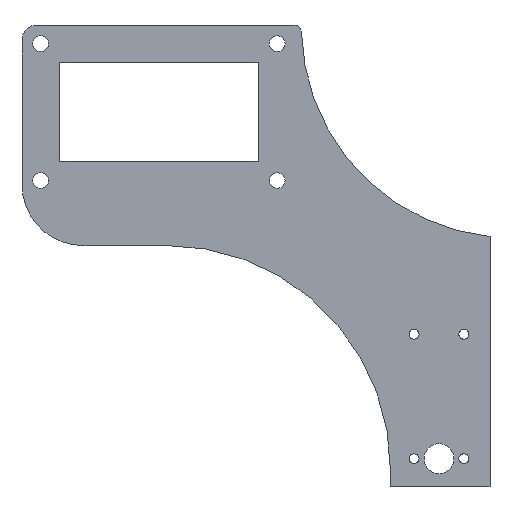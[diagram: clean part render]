
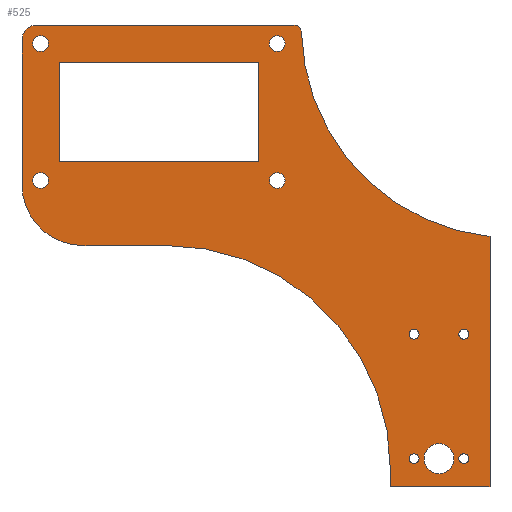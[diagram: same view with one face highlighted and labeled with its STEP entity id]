
A CAD part, left-side view. The second image highlights one B-rep face of the part: STEP entity #525.
In plain terms, the highlighted planar face has unit normal (-1, 0, 0).
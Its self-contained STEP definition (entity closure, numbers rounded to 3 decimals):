
#25=FACE_BOUND('',#96,.T.);
#26=FACE_BOUND('',#97,.T.);
#27=FACE_BOUND('',#98,.T.);
#28=FACE_BOUND('',#99,.T.);
#29=FACE_BOUND('',#100,.T.);
#30=FACE_BOUND('',#101,.T.);
#31=FACE_BOUND('',#102,.T.);
#32=FACE_BOUND('',#103,.T.);
#33=FACE_BOUND('',#104,.T.);
#34=FACE_BOUND('',#105,.T.);
#38=PLANE('',#588);
#59=FACE_OUTER_BOUND('',#95,.T.);
#95=EDGE_LOOP('',(#423,#424,#425,#426,#427,#428,#429,#430,#431,#432,#433));
#96=EDGE_LOOP('',(#434));
#97=EDGE_LOOP('',(#435));
#98=EDGE_LOOP('',(#436));
#99=EDGE_LOOP('',(#437));
#100=EDGE_LOOP('',(#438));
#101=EDGE_LOOP('',(#439));
#102=EDGE_LOOP('',(#440));
#103=EDGE_LOOP('',(#441));
#104=EDGE_LOOP('',(#442));
#105=EDGE_LOOP('',(#443,#444,#445,#446));
#135=LINE('',#835,#179);
#138=LINE('',#840,#182);
#143=LINE('',#861,#187);
#144=LINE('',#863,#188);
#145=LINE('',#865,#189);
#146=LINE('',#871,#190);
#147=LINE('',#877,#191);
#148=LINE('',#879,#192);
#149=LINE('',#881,#193);
#150=LINE('',#882,#194);
#179=VECTOR('',#677,10.);
#182=VECTOR('',#682,10.);
#187=VECTOR('',#707,10.);
#188=VECTOR('',#708,10.);
#189=VECTOR('',#709,10.);
#190=VECTOR('',#714,10.);
#191=VECTOR('',#719,10.);
#192=VECTOR('',#720,10.);
#193=VECTOR('',#721,10.);
#194=VECTOR('',#722,10.);
#208=CIRCLE('',#555,2.);
#210=CIRCLE('',#558,2.);
#212=CIRCLE('',#561,2.);
#214=CIRCLE('',#564,2.);
#215=CIRCLE('',#566,24.5);
#226=CIRCLE('',#581,3.15);
#227=CIRCLE('',#583,3.15);
#228=CIRCLE('',#585,3.15);
#229=CIRCLE('',#587,3.15);
#230=CIRCLE('',#589,90.);
#231=CIRCLE('',#590,84.633);
#232=CIRCLE('',#591,3.);
#233=CIRCLE('',#592,6.);
#234=CIRCLE('',#593,6.);
#236=VERTEX_POINT('',#765);
#238=VERTEX_POINT('',#771);
#240=VERTEX_POINT('',#777);
#242=VERTEX_POINT('',#783);
#243=VERTEX_POINT('',#787);
#244=VERTEX_POINT('',#788);
#265=VERTEX_POINT('',#834);
#266=VERTEX_POINT('',#838);
#267=VERTEX_POINT('',#842);
#268=VERTEX_POINT('',#846);
#269=VERTEX_POINT('',#850);
#270=VERTEX_POINT('',#854);
#271=VERTEX_POINT('',#858);
#272=VERTEX_POINT('',#860);
#273=VERTEX_POINT('',#862);
#274=VERTEX_POINT('',#864);
#275=VERTEX_POINT('',#866);
#276=VERTEX_POINT('',#868);
#277=VERTEX_POINT('',#870);
#278=VERTEX_POINT('',#873);
#279=VERTEX_POINT('',#875);
#280=VERTEX_POINT('',#876);
#281=VERTEX_POINT('',#878);
#282=VERTEX_POINT('',#880);
#285=EDGE_CURVE('',#236,#236,#208,.T.);
#288=EDGE_CURVE('',#238,#238,#210,.T.);
#291=EDGE_CURVE('',#240,#240,#212,.T.);
#294=EDGE_CURVE('',#242,#242,#214,.T.);
#295=EDGE_CURVE('',#243,#244,#215,.T.);
#318=EDGE_CURVE('',#244,#265,#135,.T.);
#321=EDGE_CURVE('',#243,#266,#138,.T.);
#323=EDGE_CURVE('',#267,#267,#226,.T.);
#325=EDGE_CURVE('',#268,#268,#227,.T.);
#327=EDGE_CURVE('',#269,#269,#228,.T.);
#329=EDGE_CURVE('',#270,#270,#229,.T.);
#330=EDGE_CURVE('',#271,#266,#230,.T.);
#331=EDGE_CURVE('',#271,#272,#143,.F.);
#332=EDGE_CURVE('',#273,#272,#144,.T.);
#333=EDGE_CURVE('',#274,#273,#145,.T.);
#334=EDGE_CURVE('',#275,#274,#231,.T.);
#335=EDGE_CURVE('',#276,#275,#232,.T.);
#336=EDGE_CURVE('',#276,#277,#146,.T.);
#337=EDGE_CURVE('',#265,#277,#233,.T.);
#338=EDGE_CURVE('',#278,#278,#234,.T.);
#339=EDGE_CURVE('',#279,#280,#147,.T.);
#340=EDGE_CURVE('',#280,#281,#148,.T.);
#341=EDGE_CURVE('',#281,#282,#149,.T.);
#342=EDGE_CURVE('',#282,#279,#150,.T.);
#423=ORIENTED_EDGE('',*,*,#295,.F.);
#424=ORIENTED_EDGE('',*,*,#321,.T.);
#425=ORIENTED_EDGE('',*,*,#330,.F.);
#426=ORIENTED_EDGE('',*,*,#331,.T.);
#427=ORIENTED_EDGE('',*,*,#332,.F.);
#428=ORIENTED_EDGE('',*,*,#333,.F.);
#429=ORIENTED_EDGE('',*,*,#334,.F.);
#430=ORIENTED_EDGE('',*,*,#335,.F.);
#431=ORIENTED_EDGE('',*,*,#336,.T.);
#432=ORIENTED_EDGE('',*,*,#337,.F.);
#433=ORIENTED_EDGE('',*,*,#318,.F.);
#434=ORIENTED_EDGE('',*,*,#285,.T.);
#435=ORIENTED_EDGE('',*,*,#288,.T.);
#436=ORIENTED_EDGE('',*,*,#291,.T.);
#437=ORIENTED_EDGE('',*,*,#294,.T.);
#438=ORIENTED_EDGE('',*,*,#323,.T.);
#439=ORIENTED_EDGE('',*,*,#325,.T.);
#440=ORIENTED_EDGE('',*,*,#327,.T.);
#441=ORIENTED_EDGE('',*,*,#329,.T.);
#442=ORIENTED_EDGE('',*,*,#338,.T.);
#443=ORIENTED_EDGE('',*,*,#339,.T.);
#444=ORIENTED_EDGE('',*,*,#340,.T.);
#445=ORIENTED_EDGE('',*,*,#341,.T.);
#446=ORIENTED_EDGE('',*,*,#342,.T.);
#525=ADVANCED_FACE('',(#59,#25,#26,#27,#28,#29,#30,#31,#32,#33,#34),#38,
 .T.);
#555=AXIS2_PLACEMENT_3D('',#767,#614,#615);
#558=AXIS2_PLACEMENT_3D('',#773,#621,#622);
#561=AXIS2_PLACEMENT_3D('',#779,#628,#629);
#564=AXIS2_PLACEMENT_3D('',#785,#635,#636);
#566=AXIS2_PLACEMENT_3D('',#789,#639,#640);
#581=AXIS2_PLACEMENT_3D('',#844,#686,#687);
#583=AXIS2_PLACEMENT_3D('',#848,#691,#692);
#585=AXIS2_PLACEMENT_3D('',#852,#696,#697);
#587=AXIS2_PLACEMENT_3D('',#856,#701,#702);
#588=AXIS2_PLACEMENT_3D('',#857,#703,#704);
#589=AXIS2_PLACEMENT_3D('',#859,#705,#706);
#590=AXIS2_PLACEMENT_3D('',#867,#710,#711);
#591=AXIS2_PLACEMENT_3D('',#869,#712,#713);
#592=AXIS2_PLACEMENT_3D('',#872,#715,#716);
#593=AXIS2_PLACEMENT_3D('',#874,#717,#718);
#614=DIRECTION('center_axis',(1.,0.,0.));
#615=DIRECTION('ref_axis',(0.,1.,0.));
#621=DIRECTION('center_axis',(1.,0.,0.));
#622=DIRECTION('ref_axis',(0.,1.,0.));
#628=DIRECTION('center_axis',(1.,0.,0.));
#629=DIRECTION('ref_axis',(0.,1.,0.));
#635=DIRECTION('center_axis',(1.,0.,0.));
#636=DIRECTION('ref_axis',(0.,1.,0.));
#639=DIRECTION('center_axis',(1.,0.,0.));
#640=DIRECTION('ref_axis',(0.,0.707,-0.707));
#677=DIRECTION('',(0.,0.,1.));
#682=DIRECTION('',(0.,-1.,0.));
#686=DIRECTION('center_axis',(1.,0.,0.));
#687=DIRECTION('ref_axis',(0.,1.,0.));
#691=DIRECTION('center_axis',(1.,0.,0.));
#692=DIRECTION('ref_axis',(0.,1.,0.));
#696=DIRECTION('center_axis',(1.,0.,0.));
#697=DIRECTION('ref_axis',(0.,1.,0.));
#701=DIRECTION('center_axis',(1.,0.,0.));
#702=DIRECTION('ref_axis',(0.,1.,0.));
#703=DIRECTION('center_axis',(-1.,0.,0.));
#704=DIRECTION('ref_axis',(0.,-1.,0.));
#705=DIRECTION('center_axis',(-1.,0.,0.));
#706=DIRECTION('ref_axis',(0.,-0.707,0.707));
#707=DIRECTION('',(0.,0.,1.));
#708=DIRECTION('',(0.,1.,0.));
#709=DIRECTION('',(0.,0.,-1.));
#710=DIRECTION('center_axis',(-1.,0.,0.));
#711=DIRECTION('ref_axis',(0.,0.105,-0.995));
#712=DIRECTION('center_axis',(1.,0.,0.));
#713=DIRECTION('ref_axis',(0.,-0.698,0.716));
#714=DIRECTION('',(0.,1.,0.));
#715=DIRECTION('center_axis',(1.,0.,0.));
#716=DIRECTION('ref_axis',(0.,0.707,0.707));
#717=DIRECTION('center_axis',(1.,0.,0.));
#718=DIRECTION('ref_axis',(0.,1.,0.));
#719=DIRECTION('',(0.,0.,1.));
#720=DIRECTION('',(0.,-1.,0.));
#721=DIRECTION('',(0.,0.,-1.));
#722=DIRECTION('',(0.,1.,0.));
#765=CARTESIAN_POINT('',(587.649,48.,190.791));
#767=CARTESIAN_POINT('Origin',(587.649,50.,190.791));
#771=CARTESIAN_POINT('',(587.649,68.,190.791));
#773=CARTESIAN_POINT('Origin',(587.649,70.,190.791));
#777=CARTESIAN_POINT('',(587.649,48.,140.791));
#779=CARTESIAN_POINT('Origin',(587.649,50.,140.791));
#783=CARTESIAN_POINT('',(587.649,68.,140.791));
#785=CARTESIAN_POINT('Origin',(587.649,70.,140.791));
#787=CARTESIAN_POINT('',(587.649,203.,226.418));
#788=CARTESIAN_POINT('',(587.649,227.5,250.918));
#789=CARTESIAN_POINT('Origin',(587.649,203.,250.918));
#834=CARTESIAN_POINT('',(587.649,227.5,309.));
#835=CARTESIAN_POINT('',(587.649,227.5,255.032));
#838=CARTESIAN_POINT('',(587.649,169.5,226.418));
#840=CARTESIAN_POINT('',(587.649,118.771,226.418));
#842=CARTESIAN_POINT('',(587.649,216.85,252.5));
#844=CARTESIAN_POINT('Origin',(587.649,220.,252.5));
#846=CARTESIAN_POINT('',(587.649,121.85,252.5));
#848=CARTESIAN_POINT('Origin',(587.649,125.,252.5));
#850=CARTESIAN_POINT('',(587.649,216.85,307.5));
#852=CARTESIAN_POINT('Origin',(587.649,220.,307.5));
#854=CARTESIAN_POINT('',(587.649,121.85,307.5));
#856=CARTESIAN_POINT('Origin',(587.649,125.,307.5));
#857=CARTESIAN_POINT('Origin',(587.649,172.514,280.354));
#858=CARTESIAN_POINT('',(587.649,79.5,136.418));
#859=CARTESIAN_POINT('Origin',(587.649,169.5,136.418));
#860=CARTESIAN_POINT('',(587.649,79.5,129.418));
#861=CARTESIAN_POINT('',(587.649,79.5,253.386));
#862=CARTESIAN_POINT('',(587.649,39.5,129.418));
#863=CARTESIAN_POINT('',(587.649,137.514,129.418));
#864=CARTESIAN_POINT('',(587.649,39.5,230.031));
#865=CARTESIAN_POINT('',(587.649,39.5,253.386));
#866=CARTESIAN_POINT('',(587.649,115.243,312.075));
#867=CARTESIAN_POINT('Origin',(587.649,30.637,314.199));
#868=CARTESIAN_POINT('',(587.649,118.242,315.));
#869=CARTESIAN_POINT('Origin',(587.649,118.242,312.));
#870=CARTESIAN_POINT('',(587.649,221.5,315.));
#871=CARTESIAN_POINT('',(587.649,226.257,315.));
#872=CARTESIAN_POINT('Origin',(587.649,221.5,309.));
#873=CARTESIAN_POINT('',(587.649,54.,140.791));
#874=CARTESIAN_POINT('Origin',(587.649,60.,140.791));
#875=CARTESIAN_POINT('',(587.649,212.5,260.));
#876=CARTESIAN_POINT('',(587.649,212.5,300.));
#877=CARTESIAN_POINT('',(587.649,212.5,290.177));
#878=CARTESIAN_POINT('',(587.649,132.5,300.));
#879=CARTESIAN_POINT('',(587.649,160.007,300.));
#880=CARTESIAN_POINT('',(587.649,132.5,260.));
#881=CARTESIAN_POINT('',(587.649,132.5,270.177));
#882=CARTESIAN_POINT('',(587.649,185.007,260.));
